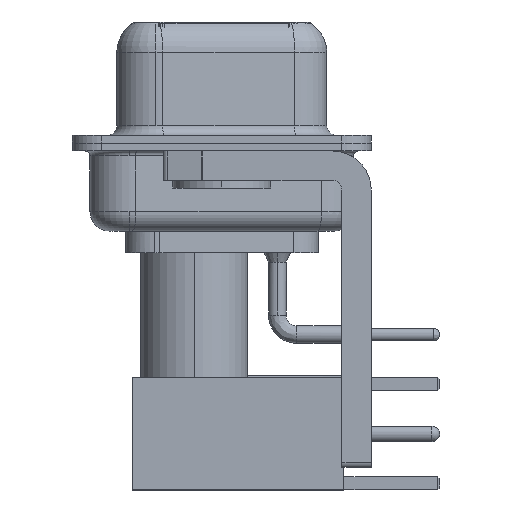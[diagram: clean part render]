
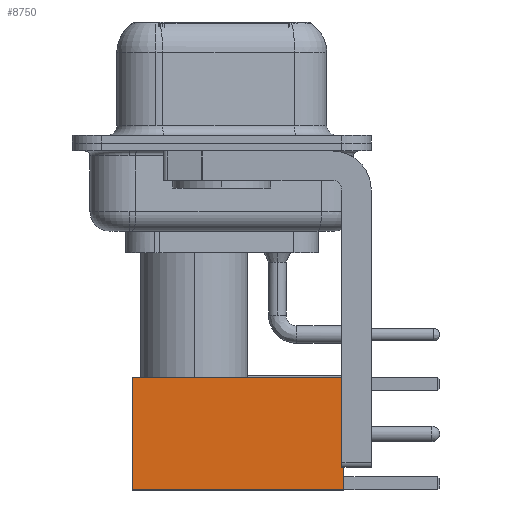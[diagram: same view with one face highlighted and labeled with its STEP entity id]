
A CAD part, left-side view. The second image highlights one B-rep face of the part: STEP entity #8750.
In plain terms, the highlighted face is planar.
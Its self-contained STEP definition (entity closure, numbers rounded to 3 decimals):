
#2507 = DIRECTION ( 'NONE',  ( 0., 0., 1. ) ) ;
#4647 = CARTESIAN_POINT ( 'NONE',  ( 0., 2.875, 0. ) ) ;
#4922 = DIRECTION ( 'NONE',  ( 0., 1., 0. ) ) ;
#5062 = EDGE_CURVE ( 'NONE', #27319, #14270, #21573, .T. ) ;
#6336 = EDGE_CURVE ( 'NONE', #20049, #27319, #27815, .T. ) ;
#8750 = ADVANCED_FACE ( 'NONE', ( #30803 ), #18359, .T. ) ;
#8919 = EDGE_LOOP ( 'NONE', ( #31059, #11756, #16749, #32467 ) ) ;
#9365 = DIRECTION ( 'NONE',  ( -1., 0., 0. ) ) ;
#9811 = LINE ( 'NONE', #4647, #29645 ) ;
#9914 = CARTESIAN_POINT ( 'NONE',  ( 2.875, 2.875, 0. ) ) ;
#11631 = EDGE_CURVE ( 'NONE', #24823, #14270, #9811, .T. ) ;
#11756 = ORIENTED_EDGE ( 'NONE', *, *, #11631, .T. ) ;
#11774 = LINE ( 'NONE', #30411, #26474 ) ;
#12562 = DIRECTION ( 'NONE',  ( -1., 0., 0. ) ) ;
#13005 = AXIS2_PLACEMENT_3D ( 'NONE', #9914, #4922, #2507 ) ;
#14270 = VERTEX_POINT ( 'NONE', #25474 ) ;
#15034 = CARTESIAN_POINT ( 'NONE',  ( 0., 2.875, 10.82 ) ) ;
#16749 = ORIENTED_EDGE ( 'NONE', *, *, #5062, .F. ) ;
#18359 = PLANE ( 'NONE',  #13005 ) ;
#19153 = CARTESIAN_POINT ( 'NONE',  ( -2.875, 2.875, 10.82 ) ) ;
#20049 = VERTEX_POINT ( 'NONE', #27584 ) ;
#21400 = DIRECTION ( 'NONE',  ( 0., 0., -1. ) ) ;
#21573 = LINE ( 'NONE', #29871, #33718 ) ;
#24823 = VERTEX_POINT ( 'NONE', #32241 ) ;
#24956 = VECTOR ( 'NONE', #9365, 1000. ) ;
#25474 = CARTESIAN_POINT ( 'NONE',  ( -2.875, 2.875, 0. ) ) ;
#26474 = VECTOR ( 'NONE', #27976, 1000. ) ;
#27319 = VERTEX_POINT ( 'NONE', #19153 ) ;
#27584 = CARTESIAN_POINT ( 'NONE',  ( 2.875, 2.875, 10.82 ) ) ;
#27815 = LINE ( 'NONE', #15034, #24956 ) ;
#27976 = DIRECTION ( 'NONE',  ( 0., 0., -1. ) ) ;
#29645 = VECTOR ( 'NONE', #12562, 1000. ) ;
#29871 = CARTESIAN_POINT ( 'NONE',  ( -2.875, 2.875, 0. ) ) ;
#30411 = CARTESIAN_POINT ( 'NONE',  ( 2.875, 2.875, 0. ) ) ;
#30803 = FACE_OUTER_BOUND ( 'NONE', #8919, .T. ) ;
#31059 = ORIENTED_EDGE ( 'NONE', *, *, #32455, .T. ) ;
#32241 = CARTESIAN_POINT ( 'NONE',  ( 2.875, 2.875, 0. ) ) ;
#32455 = EDGE_CURVE ( 'NONE', #20049, #24823, #11774, .T. ) ;
#32467 = ORIENTED_EDGE ( 'NONE', *, *, #6336, .F. ) ;
#33718 = VECTOR ( 'NONE', #21400, 1000. ) ;
